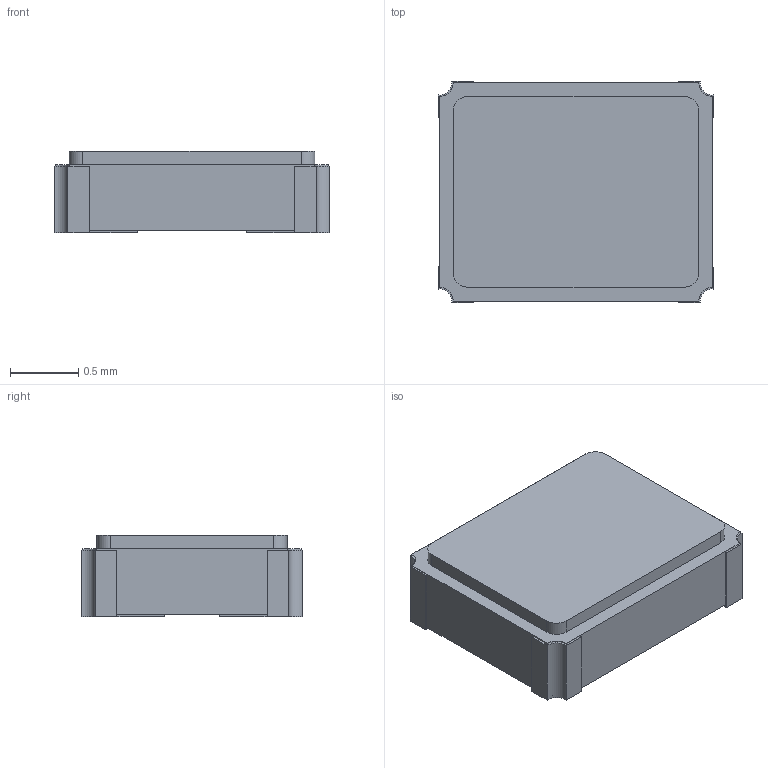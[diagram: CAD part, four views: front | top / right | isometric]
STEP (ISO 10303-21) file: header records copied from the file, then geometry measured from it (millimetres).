
FILE_DESCRIPTION(/* description */ (''),/* implementation_level */ '2;1');
FILE_NAME(/* name */ 'Crystal_SMD_2016-4pin_2.0x1.6mm.step',/* time_stamp */ '2017-03-04T15:19:21-08:00',/* author */ (''),/* organization */ (''),/* preprocessor_version */ 'ST-DEVELOPER v16.5',/* originating_system */ 'Autodesk Translation Framework v5.2.0.2920',/* authorisation */ '');
FILE_SCHEMA (('AUTOMOTIVE_DESIGN { 1 0 10303 214 3 1 1 }'));
Length unit declared in the file: millimetre
Products named in the file (1): Crystal_SMD_2016-4pin_2.0x1.6mm v1
Bounding box: 2.02 x 1.62 x 0.6 mm (x, y, z)
Surface area: 22.3 mm2
Topology: 6 solids, 6 shells, 71 faces, 177 edges, 118 vertices
Faces by surface type: plane 52, cylinder 19
Entity records: 2147 total; most frequent: CARTESIAN_POINT 367, DIRECTION 359, ORIENTED_EDGE 354, EDGE_CURVE 177, LINE 139, VECTOR 139, VERTEX_POINT 118, AXIS2_PLACEMENT_3D 110
